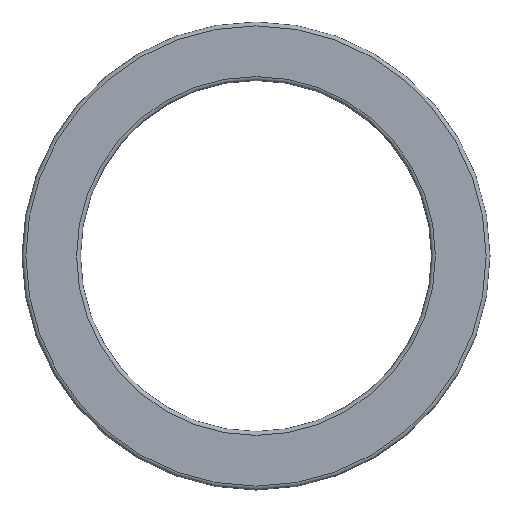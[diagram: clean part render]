
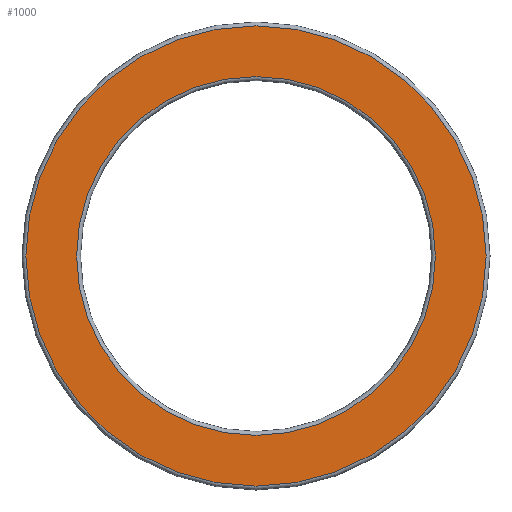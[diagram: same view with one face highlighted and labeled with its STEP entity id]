
A CAD part, front view. The second image highlights one B-rep face of the part: STEP entity #1000.
In plain terms, the highlighted planar face has unit normal (0, -1, 0).
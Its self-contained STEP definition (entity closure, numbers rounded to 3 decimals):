
#117=FACE_BOUND('',#274,.T.);
#179=PLANE('',#1138);
#210=FACE_OUTER_BOUND('',#273,.T.);
#273=EDGE_LOOP('',(#774));
#274=EDGE_LOOP('',(#775));
#431=CIRCLE('',#1136,59.);
#433=CIRCLE('',#1139,46.);
#538=VERTEX_POINT('',#1732);
#539=VERTEX_POINT('',#1736);
#636=EDGE_CURVE('',#538,#538,#431,.T.);
#638=EDGE_CURVE('',#539,#539,#433,.T.);
#774=ORIENTED_EDGE('',*,*,#636,.F.);
#775=ORIENTED_EDGE('',*,*,#638,.F.);
#1000=ADVANCED_FACE('',(#210,#117),#179,.T.);
#1136=AXIS2_PLACEMENT_3D('',#1733,#1349,#1350);
#1138=AXIS2_PLACEMENT_3D('',#1735,#1353,#1354);
#1139=AXIS2_PLACEMENT_3D('',#1737,#1355,#1356);
#1349=DIRECTION('center_axis',(0.,1.,0.));
#1350=DIRECTION('ref_axis',(-1.,0.,0.));
#1353=DIRECTION('center_axis',(0.,-1.,0.));
#1354=DIRECTION('ref_axis',(0.,0.,-1.));
#1355=DIRECTION('center_axis',(0.,-1.,0.));
#1356=DIRECTION('ref_axis',(-1.,0.,0.));
#1732=CARTESIAN_POINT('',(0.,-11.,59.));
#1733=CARTESIAN_POINT('Origin',(0.,-11.,0.));
#1735=CARTESIAN_POINT('Origin',(45.,-11.,0.));
#1736=CARTESIAN_POINT('',(0.,-11.,46.));
#1737=CARTESIAN_POINT('Origin',(0.,-11.,0.));
